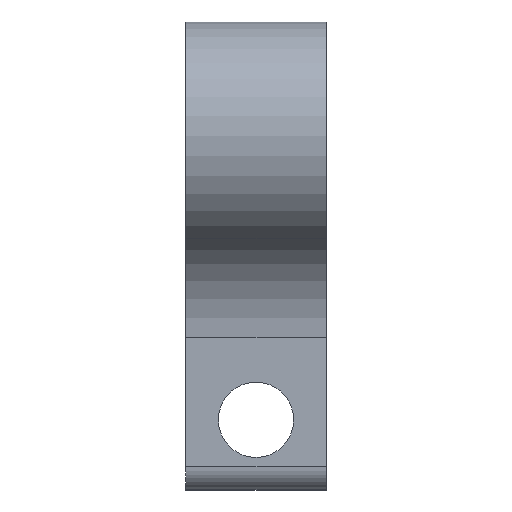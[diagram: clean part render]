
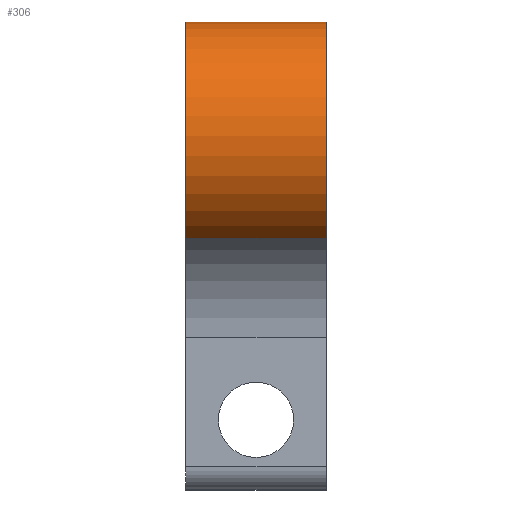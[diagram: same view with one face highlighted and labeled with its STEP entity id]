
A CAD part, left-side view. The second image highlights one B-rep face of the part: STEP entity #306.
In plain terms, the highlighted cylindrical face has radius 7.938 mm (diameter 15.875 mm), a partial arc.
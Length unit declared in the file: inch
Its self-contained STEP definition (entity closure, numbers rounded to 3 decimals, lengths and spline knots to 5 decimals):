
#36 = FACE_OUTER_BOUND ( 'NONE', #444, .T. ) ;
#59 = DIRECTION ( 'NONE',  ( 0., -1., 0. ) ) ;
#100 = VERTEX_POINT ( 'NONE', #1156 ) ;
#130 = LINE ( 'NONE', #784, #540 ) ;
#141 = EDGE_CURVE ( 'NONE', #100, #554, #340, .T. ) ;
#144 = CARTESIAN_POINT ( 'NONE',  ( 0., 0.375, 0.3125 ) ) ;
#146 = CYLINDRICAL_SURFACE ( 'NONE', #377, 0.3125 ) ;
#194 = ORIENTED_EDGE ( 'NONE', *, *, #892, .F. ) ;
#216 = VERTEX_POINT ( 'NONE', #939 ) ;
#306 = ADVANCED_FACE ( 'NONE', ( #36 ), #146, .T. ) ;
#322 = CARTESIAN_POINT ( 'NONE',  ( 0., 0., 0. ) ) ;
#333 = ORIENTED_EDGE ( 'NONE', *, *, #912, .T. ) ;
#335 = DIRECTION ( 'NONE',  ( 0., 0., 1. ) ) ;
#340 = CIRCLE ( 'NONE', #355, 0.3125 ) ;
#355 = AXIS2_PLACEMENT_3D ( 'NONE', #322, #744, #335 ) ;
#377 = AXIS2_PLACEMENT_3D ( 'NONE', #1097, #1294, #458 ) ;
#399 = EDGE_CURVE ( 'NONE', #915, #554, #472, .T. ) ;
#444 = EDGE_LOOP ( 'NONE', ( #333, #1165, #633, #194 ) ) ;
#458 = DIRECTION ( 'NONE',  ( 0., 0., -1. ) ) ;
#472 = LINE ( 'NONE', #600, #1303 ) ;
#540 = VECTOR ( 'NONE', #1088, 39.37008 ) ;
#554 = VERTEX_POINT ( 'NONE', #1131 ) ;
#600 = CARTESIAN_POINT ( 'NONE',  ( 0., 0.375, 0.3125 ) ) ;
#604 = AXIS2_PLACEMENT_3D ( 'NONE', #890, #1177, #1287 ) ;
#633 = ORIENTED_EDGE ( 'NONE', *, *, #399, .F. ) ;
#744 = DIRECTION ( 'NONE',  ( 0., 1., 0. ) ) ;
#784 = CARTESIAN_POINT ( 'NONE',  ( -0.16609, 0.375, -0.26471 ) ) ;
#845 = CIRCLE ( 'NONE', #604, 0.3125 ) ;
#890 = CARTESIAN_POINT ( 'NONE',  ( 0., 0.375, 0. ) ) ;
#892 = EDGE_CURVE ( 'NONE', #216, #915, #845, .T. ) ;
#912 = EDGE_CURVE ( 'NONE', #216, #100, #130, .T. ) ;
#915 = VERTEX_POINT ( 'NONE', #144 ) ;
#939 = CARTESIAN_POINT ( 'NONE',  ( -0.16609, 0.375, -0.26471 ) ) ;
#1088 = DIRECTION ( 'NONE',  ( 0., -1., 0. ) ) ;
#1097 = CARTESIAN_POINT ( 'NONE',  ( 0., 0.375, 0. ) ) ;
#1131 = CARTESIAN_POINT ( 'NONE',  ( 0., 0., 0.3125 ) ) ;
#1156 = CARTESIAN_POINT ( 'NONE',  ( -0.16609, 0., -0.26471 ) ) ;
#1165 = ORIENTED_EDGE ( 'NONE', *, *, #141, .T. ) ;
#1177 = DIRECTION ( 'NONE',  ( 0., 1., 0. ) ) ;
#1287 = DIRECTION ( 'NONE',  ( 0., 0., 1. ) ) ;
#1294 = DIRECTION ( 'NONE',  ( 0., -1., 0. ) ) ;
#1303 = VECTOR ( 'NONE', #59, 39.37008 ) ;
